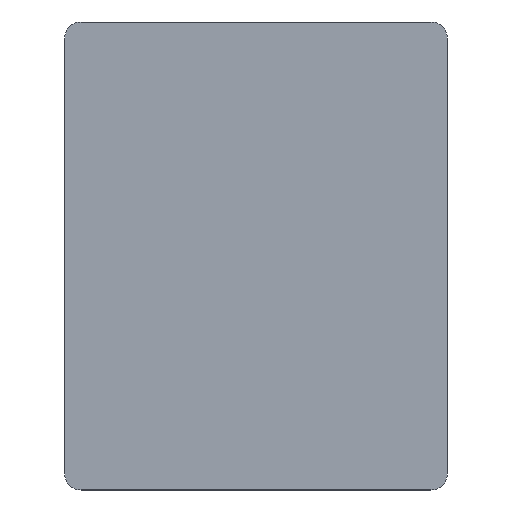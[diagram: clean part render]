
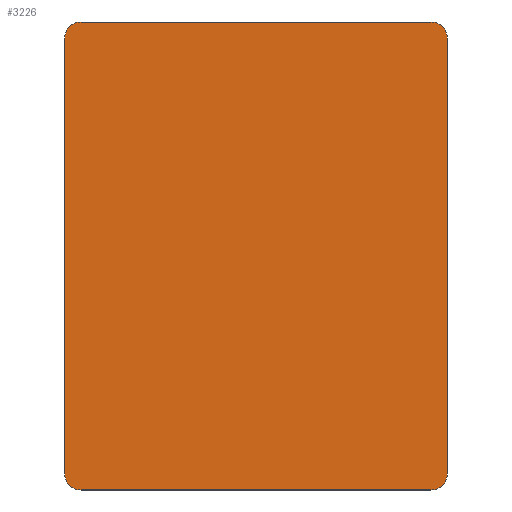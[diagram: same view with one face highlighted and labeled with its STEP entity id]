
A CAD part, front view. The second image highlights one B-rep face of the part: STEP entity #3226.
In plain terms, the highlighted planar face has unit normal (0, -1, 0).
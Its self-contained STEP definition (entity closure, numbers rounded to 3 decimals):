
#296=CIRCLE('',#3540,4.);
#297=CIRCLE('',#3543,4.);
#298=CIRCLE('',#3551,4.);
#299=CIRCLE('',#3554,4.);
#479=FACE_OUTER_BOUND('',#685,.T.);
#685=EDGE_LOOP('',(#2702,#2703,#2704,#2705,#2706,#2707,#2708,#2709));
#868=LINE('',#4899,#1168);
#991=LINE('',#5297,#1291);
#995=LINE('',#5309,#1295);
#997=LINE('',#5317,#1297);
#1168=VECTOR('',#3899,10.);
#1291=VECTOR('',#4298,10.);
#1295=VECTOR('',#4316,10.);
#1297=VECTOR('',#4326,10.);
#1449=VERTEX_POINT('',#4895);
#1451=VERTEX_POINT('',#4898);
#1586=VERTEX_POINT('',#5289);
#1587=VERTEX_POINT('',#5290);
#1588=VERTEX_POINT('',#5295);
#1589=VERTEX_POINT('',#5299);
#1590=VERTEX_POINT('',#5312);
#1591=VERTEX_POINT('',#5316);
#1778=EDGE_CURVE('',#1449,#1451,#868,.T.);
#1970=EDGE_CURVE('',#1586,#1587,#296,.T.);
#1974=EDGE_CURVE('',#1588,#1586,#991,.T.);
#1976=EDGE_CURVE('',#1589,#1449,#297,.T.);
#1979=EDGE_CURVE('',#1587,#1589,#995,.T.);
#1980=EDGE_CURVE('',#1451,#1590,#298,.T.);
#1982=EDGE_CURVE('',#1590,#1591,#997,.T.);
#1984=EDGE_CURVE('',#1591,#1588,#299,.T.);
#2702=ORIENTED_EDGE('',*,*,#1970,.F.);
#2703=ORIENTED_EDGE('',*,*,#1974,.F.);
#2704=ORIENTED_EDGE('',*,*,#1984,.F.);
#2705=ORIENTED_EDGE('',*,*,#1982,.F.);
#2706=ORIENTED_EDGE('',*,*,#1980,.F.);
#2707=ORIENTED_EDGE('',*,*,#1778,.F.);
#2708=ORIENTED_EDGE('',*,*,#1976,.F.);
#2709=ORIENTED_EDGE('',*,*,#1979,.F.);
#3080=PLANE('',#3553);
#3226=ADVANCED_FACE('',(#479),#3080,.F.);
#3540=AXIS2_PLACEMENT_3D('',#5291,#4291,#4292);
#3543=AXIS2_PLACEMENT_3D('',#5301,#4302,#4303);
#3551=AXIS2_PLACEMENT_3D('',#5313,#4321,#4322);
#3553=AXIS2_PLACEMENT_3D('',#5319,#4328,#4329);
#3554=AXIS2_PLACEMENT_3D('',#5320,#4330,#4331);
#3899=DIRECTION('',(0.,0.,1.));
#4291=DIRECTION('center_axis',(0.,1.,0.));
#4292=DIRECTION('ref_axis',(0.707,0.,-0.707));
#4298=DIRECTION('',(0.,0.,-1.));
#4302=DIRECTION('center_axis',(0.,1.,0.));
#4303=DIRECTION('ref_axis',(-0.707,0.,-0.707));
#4316=DIRECTION('',(-1.,0.,0.));
#4321=DIRECTION('center_axis',(0.,1.,0.));
#4322=DIRECTION('ref_axis',(-0.707,0.,0.707));
#4326=DIRECTION('',(1.,0.,0.));
#4328=DIRECTION('center_axis',(0.,1.,0.));
#4329=DIRECTION('ref_axis',(1.,0.,0.));
#4330=DIRECTION('center_axis',(0.,1.,0.));
#4331=DIRECTION('ref_axis',(0.707,0.,0.707));
#4895=CARTESIAN_POINT('',(-9.,1.,-51.));
#4898=CARTESIAN_POINT('',(-9.,1.,56.));
#4899=CARTESIAN_POINT('',(-9.,1.,15.));
#5289=CARTESIAN_POINT('',(85.,1.,-51.));
#5290=CARTESIAN_POINT('',(81.,1.,-55.));
#5291=CARTESIAN_POINT('Origin',(81.,1.,-51.));
#5295=CARTESIAN_POINT('',(85.,1.,56.));
#5297=CARTESIAN_POINT('',(85.,1.,45.));
#5299=CARTESIAN_POINT('',(-5.,1.,-55.));
#5301=CARTESIAN_POINT('Origin',(-5.,1.,-51.));
#5309=CARTESIAN_POINT('',(60.,1.,-55.));
#5312=CARTESIAN_POINT('',(-5.,1.,60.));
#5313=CARTESIAN_POINT('Origin',(-5.,1.,56.));
#5316=CARTESIAN_POINT('',(81.,1.,60.));
#5317=CARTESIAN_POINT('',(20.,1.,60.));
#5319=CARTESIAN_POINT('Origin',(40.,1.,30.));
#5320=CARTESIAN_POINT('Origin',(81.,1.,56.));
